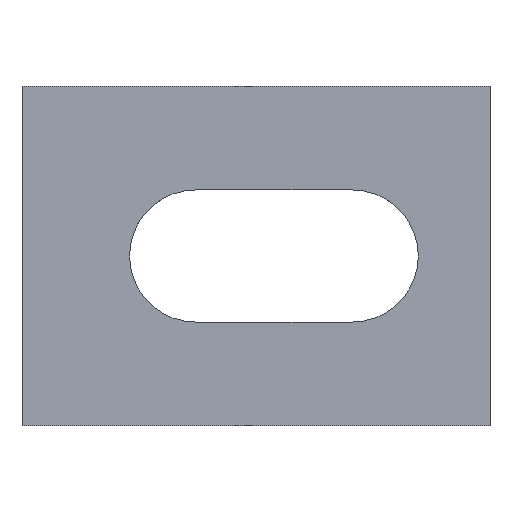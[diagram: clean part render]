
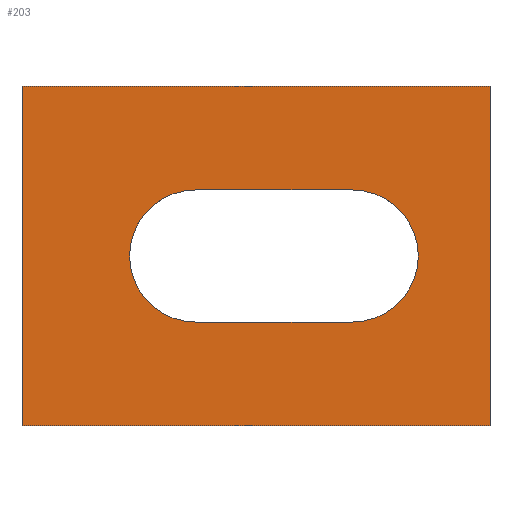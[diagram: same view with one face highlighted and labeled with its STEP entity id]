
A CAD part, top view. The second image highlights one B-rep face of the part: STEP entity #203.
In plain terms, the highlighted planar face has unit normal (0, 0, 1).
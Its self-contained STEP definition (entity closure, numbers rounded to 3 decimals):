
#7 = EDGE_CURVE ( 'NONE', #113, #128, #217, .T. ) ;
#10 = LINE ( 'NONE', #89, #302 ) ;
#16 = AXIS2_PLACEMENT_3D ( 'NONE', #220, #275, #243 ) ;
#17 = ORIENTED_EDGE ( 'NONE', *, *, #123, .F. ) ;
#23 = EDGE_CURVE ( 'NONE', #338, #228, #77, .T. ) ;
#28 = VERTEX_POINT ( 'NONE', #108 ) ;
#29 = DIRECTION ( 'NONE',  ( 0., -1., 0. ) ) ;
#40 = ORIENTED_EDGE ( 'NONE', *, *, #319, .F. ) ;
#44 = AXIS2_PLACEMENT_3D ( 'NONE', #337, #247, #187 ) ;
#49 = FACE_OUTER_BOUND ( 'NONE', #88, .T. ) ;
#51 = DIRECTION ( 'NONE',  ( 1., 0., 0. ) ) ;
#53 = PLANE ( 'NONE',  #192 ) ;
#61 = CARTESIAN_POINT ( 'NONE',  ( 12.4, -9., 2. ) ) ;
#65 = CARTESIAN_POINT ( 'NONE',  ( -12.4, -9., 2. ) ) ;
#69 = CIRCLE ( 'NONE', #154, 3.5 ) ;
#74 = EDGE_CURVE ( 'NONE', #330, #338, #69, .T. ) ;
#77 = CIRCLE ( 'NONE', #44, 3.5 ) ;
#78 = EDGE_LOOP ( 'NONE', ( #40, #248, #125, #316, #104 ) ) ;
#82 = CARTESIAN_POINT ( 'NONE',  ( -3.2, 0., 2. ) ) ;
#85 = CARTESIAN_POINT ( 'NONE',  ( -12.4, 9., 2. ) ) ;
#88 = EDGE_LOOP ( 'NONE', ( #156, #112, #17, #274 ) ) ;
#89 = CARTESIAN_POINT ( 'NONE',  ( 12.4, 9., 2. ) ) ;
#91 = CARTESIAN_POINT ( 'NONE',  ( -12.4, -9., 2. ) ) ;
#93 = LINE ( 'NONE', #65, #273 ) ;
#94 = DIRECTION ( 'NONE',  ( -1., 0., 0. ) ) ;
#102 = EDGE_CURVE ( 'NONE', #228, #113, #238, .T. ) ;
#104 = ORIENTED_EDGE ( 'NONE', *, *, #74, .F. ) ;
#106 = FACE_BOUND ( 'NONE', #78, .T. ) ;
#108 = CARTESIAN_POINT ( 'NONE',  ( 12.4, 9., 2. ) ) ;
#112 = ORIENTED_EDGE ( 'NONE', *, *, #158, .F. ) ;
#113 = VERTEX_POINT ( 'NONE', #252 ) ;
#115 = DIRECTION ( 'NONE',  ( 0., 0., -1. ) ) ;
#123 = EDGE_CURVE ( 'NONE', #229, #28, #10, .T. ) ;
#125 = ORIENTED_EDGE ( 'NONE', *, *, #102, .F. ) ;
#128 = VERTEX_POINT ( 'NONE', #225 ) ;
#129 = EDGE_CURVE ( 'NONE', #260, #344, #372, .T. ) ;
#140 = DIRECTION ( 'NONE',  ( 1., 0., 0. ) ) ;
#150 = CARTESIAN_POINT ( 'NONE',  ( 12.4, 3.5, 2. ) ) ;
#154 = AXIS2_PLACEMENT_3D ( 'NONE', #82, #303, #335 ) ;
#156 = ORIENTED_EDGE ( 'NONE', *, *, #129, .F. ) ;
#158 = EDGE_CURVE ( 'NONE', #28, #260, #185, .T. ) ;
#164 = DIRECTION ( 'NONE',  ( -1., 0., 0. ) ) ;
#185 = LINE ( 'NONE', #193, #349 ) ;
#187 = DIRECTION ( 'NONE',  ( -1., 0., 0. ) ) ;
#192 = AXIS2_PLACEMENT_3D ( 'NONE', #255, #115, #164 ) ;
#193 = CARTESIAN_POINT ( 'NONE',  ( 12.4, -9., 2. ) ) ;
#198 = CARTESIAN_POINT ( 'NONE',  ( -3.2, 3.5, 2. ) ) ;
#203 = ADVANCED_FACE ( 'NONE', ( #106, #49 ), #53, .F. ) ;
#217 = CIRCLE ( 'NONE', #16, 3.5 ) ;
#220 = CARTESIAN_POINT ( 'NONE',  ( 5.1, 0., 2. ) ) ;
#222 = VECTOR ( 'NONE', #140, 1000. ) ;
#225 = CARTESIAN_POINT ( 'NONE',  ( 5.1, 3.5, 2. ) ) ;
#226 = VECTOR ( 'NONE', #256, 1000. ) ;
#228 = VERTEX_POINT ( 'NONE', #251 ) ;
#229 = VERTEX_POINT ( 'NONE', #85 ) ;
#238 = LINE ( 'NONE', #347, #222 ) ;
#243 = DIRECTION ( 'NONE',  ( -1., 0., 0. ) ) ;
#247 = DIRECTION ( 'NONE',  ( 0., 0., 1. ) ) ;
#248 = ORIENTED_EDGE ( 'NONE', *, *, #7, .F. ) ;
#251 = CARTESIAN_POINT ( 'NONE',  ( -3.2, -3.5, 2. ) ) ;
#252 = CARTESIAN_POINT ( 'NONE',  ( 5.1, -3.5, 2. ) ) ;
#255 = CARTESIAN_POINT ( 'NONE',  ( 12.4, -9., 2. ) ) ;
#256 = DIRECTION ( 'NONE',  ( -1., 0., 0. ) ) ;
#260 = VERTEX_POINT ( 'NONE', #61 ) ;
#264 = DIRECTION ( 'NONE',  ( 0., 1., 0. ) ) ;
#273 = VECTOR ( 'NONE', #264, 1000. ) ;
#274 = ORIENTED_EDGE ( 'NONE', *, *, #376, .F. ) ;
#275 = DIRECTION ( 'NONE',  ( 0., 0., 1. ) ) ;
#302 = VECTOR ( 'NONE', #51, 1000. ) ;
#303 = DIRECTION ( 'NONE',  ( 0., 0., 1. ) ) ;
#316 = ORIENTED_EDGE ( 'NONE', *, *, #23, .F. ) ;
#319 = EDGE_CURVE ( 'NONE', #128, #330, #321, .T. ) ;
#321 = LINE ( 'NONE', #150, #371 ) ;
#330 = VERTEX_POINT ( 'NONE', #198 ) ;
#335 = DIRECTION ( 'NONE',  ( -1., 0., 0. ) ) ;
#337 = CARTESIAN_POINT ( 'NONE',  ( -3.2, 0., 2. ) ) ;
#338 = VERTEX_POINT ( 'NONE', #355 ) ;
#341 = CARTESIAN_POINT ( 'NONE',  ( 12.4, -9., 2. ) ) ;
#344 = VERTEX_POINT ( 'NONE', #91 ) ;
#347 = CARTESIAN_POINT ( 'NONE',  ( 12.4, -3.5, 2. ) ) ;
#349 = VECTOR ( 'NONE', #29, 1000. ) ;
#355 = CARTESIAN_POINT ( 'NONE',  ( -6.7, 0., 2. ) ) ;
#371 = VECTOR ( 'NONE', #94, 1000. ) ;
#372 = LINE ( 'NONE', #341, #226 ) ;
#376 = EDGE_CURVE ( 'NONE', #344, #229, #93, .T. ) ;
